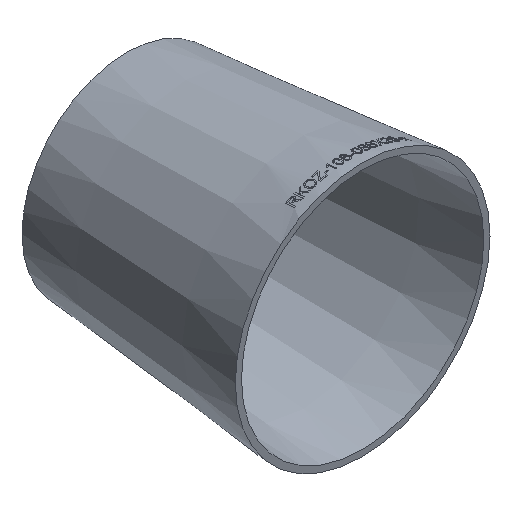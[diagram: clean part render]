
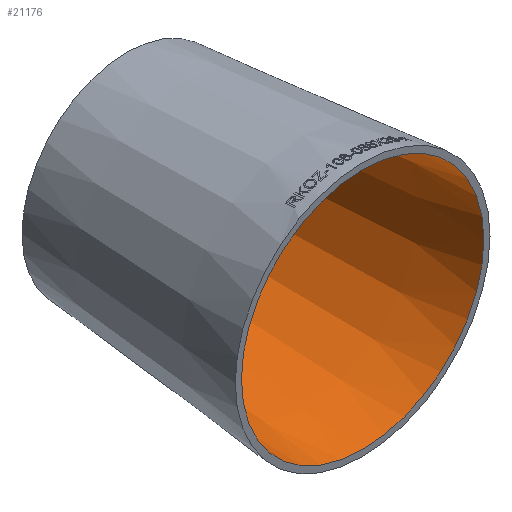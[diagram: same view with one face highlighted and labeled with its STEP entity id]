
A CAD part, isometric view. The second image highlights one B-rep face of the part: STEP entity #21176.
In plain terms, the highlighted conical face has half-angle 5.455 degrees and reference radius 51.388 mm.
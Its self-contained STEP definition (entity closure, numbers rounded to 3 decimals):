
#2027 = AXIS2_PLACEMENT_3D ( 'NONE', #18969, #6102, #31110 ) ;
#2297 = ORIENTED_EDGE ( 'NONE', *, *, #6151, .F. ) ;
#3683 = AXIS2_PLACEMENT_3D ( 'NONE', #21683, #11312, #31810 ) ;
#4665 = DIRECTION ( 'NONE',  ( 0., -1., 0. ) ) ;
#6102 = DIRECTION ( 'NONE',  ( 0., -1., 0. ) ) ;
#6151 = EDGE_CURVE ( 'NONE', #19479, #19479, #6818, .T. ) ;
#6264 = CARTESIAN_POINT ( 'NONE',  ( 0., 0., -51.388 ) ) ;
#6818 = CIRCLE ( 'NONE', #19640, 41.838 ) ;
#6849 = CONICAL_SURFACE ( 'NONE', #2027, 51.388, 0.095 ) ;
#7345 = DIRECTION ( 'NONE',  ( 0., 0., -1. ) ) ;
#11312 = DIRECTION ( 'NONE',  ( 0., -1., 0. ) ) ;
#14667 = ORIENTED_EDGE ( 'NONE', *, *, #23237, .T. ) ;
#16445 = CARTESIAN_POINT ( 'NONE',  ( 0., 100., -41.838 ) ) ;
#18969 = CARTESIAN_POINT ( 'NONE',  ( 0., 0., 0. ) ) ;
#19479 = VERTEX_POINT ( 'NONE', #16445 ) ;
#19640 = AXIS2_PLACEMENT_3D ( 'NONE', #19738, #4665, #7345 ) ;
#19738 = CARTESIAN_POINT ( 'NONE',  ( 0., 100., 0. ) ) ;
#21176 = ADVANCED_FACE ( 'NONE', ( #31269, #28955 ), #6849, .F. ) ;
#21683 = CARTESIAN_POINT ( 'NONE',  ( 0., 0., 0. ) ) ;
#21935 = EDGE_LOOP ( 'NONE', ( #14667 ) ) ;
#23237 = EDGE_CURVE ( 'NONE', #31599, #31599, #31389, .T. ) ;
#28955 = FACE_OUTER_BOUND ( 'NONE', #21935, .T. ) ;
#31110 = DIRECTION ( 'NONE',  ( 0., 0., -1. ) ) ;
#31269 = FACE_BOUND ( 'NONE', #32987, .T. ) ;
#31389 = CIRCLE ( 'NONE', #3683, 51.388 ) ;
#31599 = VERTEX_POINT ( 'NONE', #6264 ) ;
#31810 = DIRECTION ( 'NONE',  ( 0., 0., -1. ) ) ;
#32987 = EDGE_LOOP ( 'NONE', ( #2297 ) ) ;
